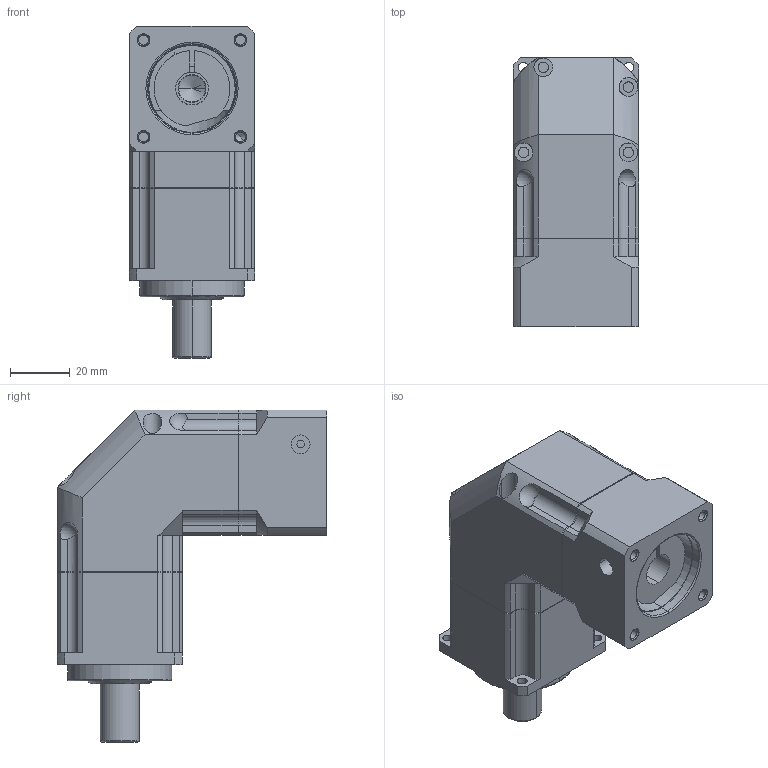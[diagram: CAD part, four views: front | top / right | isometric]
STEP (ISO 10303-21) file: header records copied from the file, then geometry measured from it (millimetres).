
FILE_DESCRIPTION((''),'2;1');
FILE_NAME('ABR0421-P4010102_ASM','2008-01-18T',('d00176'),(''),'PRO/ENGINEER BY PARAMETRIC TECHNOLOGY CORPORATION, 2006170','PRO/ENGINEER BY PARAMETRIC TECHNOLOGY CORPORATION, 2006170','');
FILE_SCHEMA(('CONFIG_CONTROL_DESIGN'));
Length unit declared in the file: millimetre
Products named in the file (4): AB0421; PD010001; P4010102; ABR0421-P4010102_ASM
Assembly tree (3 placements, depth 2):
  ABR0421-P4010102_ASM
    AB0421
    PD010001
    P4010102
Bounding box: 42 x 90.5 x 111.5 mm (x, y, z)
Volume: 148285.2 mm3; surface area: 46387.2 mm2
Topology: 4 solids, 14 shells, 405 faces, 979 edges, 605 vertices
Faces by surface type: cylinder 160, plane 147, cone 78, torus 16, sphere 4
Entity records: 12250 total; most frequent: CARTESIAN_POINT 2485, DIRECTION 2170, ORIENTED_EDGE 1886, EDGE_CURVE 965, AXIS2_PLACEMENT_3D 857, VERTEX_POINT 605, EDGE_LOOP 464, VECTOR 456
